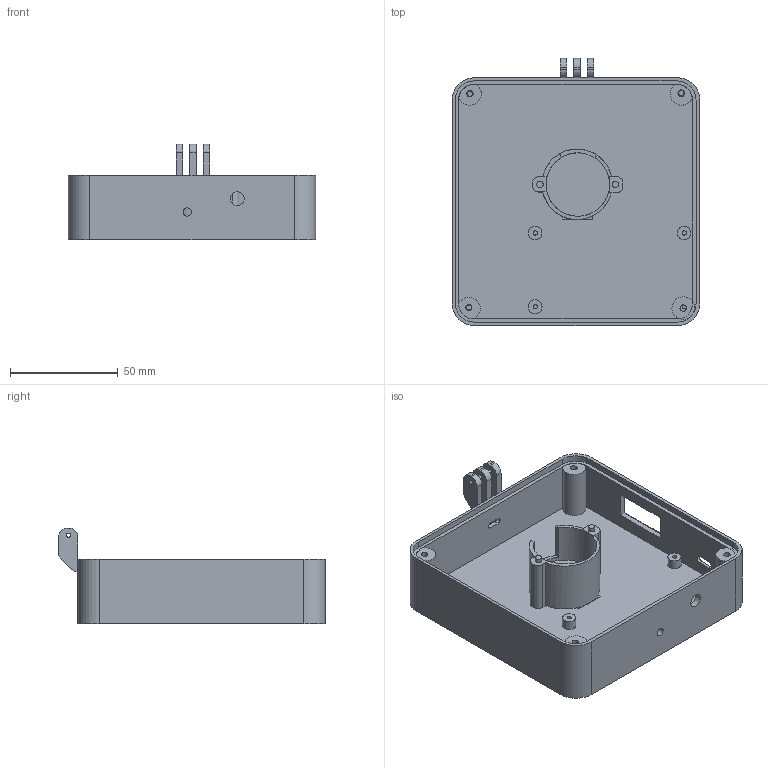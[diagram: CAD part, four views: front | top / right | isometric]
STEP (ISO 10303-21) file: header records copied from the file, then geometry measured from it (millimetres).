
FILE_DESCRIPTION(('FreeCAD Model'),'2;1');
FILE_NAME('Open CASCADE Shape Model','2024-06-10T12:22:29',(''),(''), 'Open CASCADE STEP processor 7.6','FreeCAD','Unknown');
FILE_SCHEMA(('AUTOMOTIVE_DESIGN { 1 0 10303 214 1 1 1 1 }'));
Length unit declared in the file: millimetre
Products named in the file (1): Curpo Inferior v2
Bounding box: 114.91 x 124.02 x 44.57 mm (x, y, z)
Volume: 94209.3 mm3; surface area: 57636.5 mm2
Topology: 1 solids, 1 shells, 171 faces, 429 edges, 278 vertices
Faces by surface type: plane 93, cylinder 74, torus 4
Full cylindrical faces by diameter (mm): 1.672 x1, 1.985 x4, 1.993 x3, 2.373 x1, 2.443 x1, 2.473 x1, 2.895 x1, 2.949 x1, 2.994 x2, 3.016 x1, 3.138 x1, 3.883 x1, 6.101 x1, 6.163 x1, 6.327 x1, 6.354 x1, 6.406 x1, 29.487 x1
Entity records: 11021 total; most frequent: CARTESIAN_POINT 2191, DIRECTION 1722, LINE 963, VECTOR 963, ORIENTED_EDGE 858, PCURVE 858, DEFINITIONAL_REPRESENTATION 858, EDGE_CURVE 429
